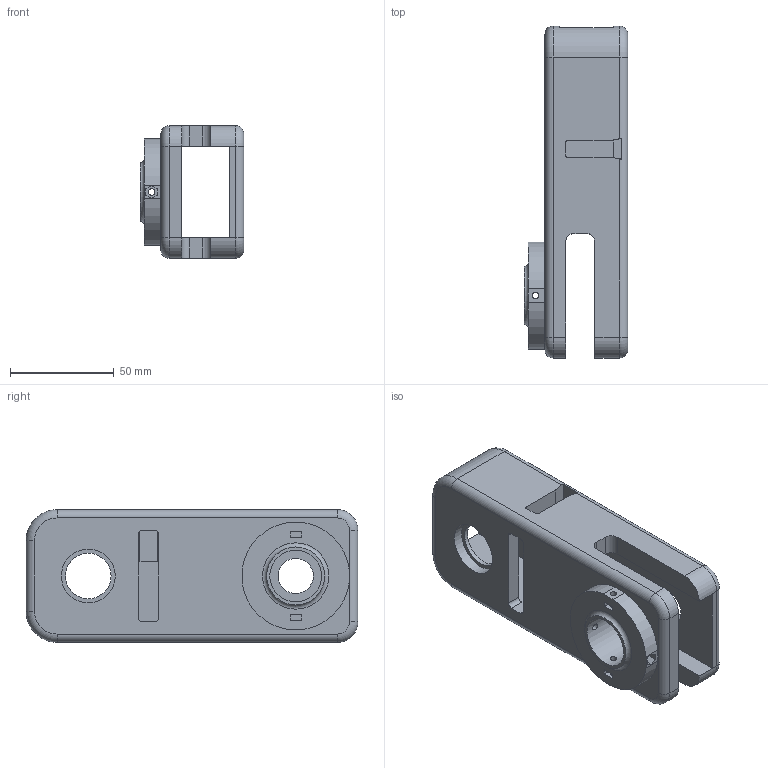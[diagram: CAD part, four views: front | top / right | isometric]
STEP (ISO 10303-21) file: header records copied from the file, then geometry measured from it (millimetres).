
FILE_DESCRIPTION(/* description */ (''),/* implementation_level */ '2;1');
FILE_NAME(/* name */ 'link_rettangolare5.stp',/* time_stamp */ '2025-06-10T07:20:48+02:00',/* author */ ('R5800u'),/* organization */ (''),/* preprocessor_version */ 'ST-DEVELOPER v20',/* originating_system */ 'Autodesk Inventor 2025',/* authorisation */ '');
FILE_SCHEMA (('AUTOMOTIVE_DESIGN { 1 0 10303 214 3 1 1 }'));
Length unit declared in the file: millimetre
Products named in the file (1): link_rettangolare5
Bounding box: 50 x 160 x 64 mm (x, y, z)
Volume: 208231.4 mm3; surface area: 57103.4 mm2
Topology: 1 solids, 1 shells, 102 faces, 279 edges, 181 vertices
Faces by surface type: plane 52, cylinder 41, torus 9
Full cylindrical faces by diameter (mm): 3.2 x6, 5.6 x1, 17 x1, 22 x2, 25 x1, 26 x2
Entity records: 3452 total; most frequent: CARTESIAN_POINT 700, DIRECTION 571, ORIENTED_EDGE 558, EDGE_CURVE 279, AXIS2_PLACEMENT_3D 198, VERTEX_POINT 181, LINE 175, VECTOR 175
